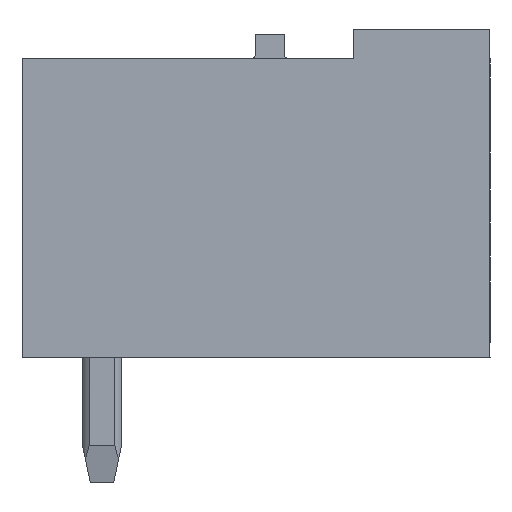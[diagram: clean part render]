
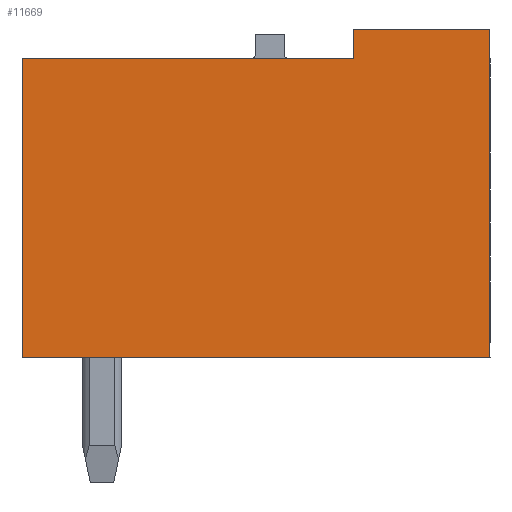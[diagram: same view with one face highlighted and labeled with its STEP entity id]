
A CAD part, left-side view. The second image highlights one B-rep face of the part: STEP entity #11669.
In plain terms, the highlighted planar face has unit normal (-1, 0, 0).
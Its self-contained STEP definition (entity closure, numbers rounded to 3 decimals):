
#11659=AXIS2_PLACEMENT_3D('Plane Axis2P3D',#11656,#11657,#11658) ;
#269=CARTESIAN_POINT('Vertex',(0.,3.5,11.63)) ;
#272=CARTESIAN_POINT('Line Origine',(0.,1.75,11.63)) ;
#276=CARTESIAN_POINT('Vertex',(0.,0.,11.63)) ;
#815=CARTESIAN_POINT('Vertex',(0.,12.,10.88)) ;
#818=CARTESIAN_POINT('Line Origine',(0.,7.75,10.88)) ;
#822=CARTESIAN_POINT('Vertex',(0.,3.5,10.88)) ;
#1287=CARTESIAN_POINT('Vertex',(0.,12.,3.2)) ;
#1290=CARTESIAN_POINT('Line Origine',(0.,12.,7.04)) ;
#1354=CARTESIAN_POINT('Vertex',(0.,0.,3.2)) ;
#1357=CARTESIAN_POINT('Line Origine',(0.,6.,3.2)) ;
#5774=CARTESIAN_POINT('Line Origine',(0.,0.,7.415)) ;
#10998=CARTESIAN_POINT('Line Origine',(0.,3.5,11.255)) ;
#11656=CARTESIAN_POINT('Axis2P3D Location',(0.,0.,0.)) ;
#273=DIRECTION('Vector Direction',(0.,-1.,0.)) ;
#819=DIRECTION('Vector Direction',(0.,1.,0.)) ;
#1291=DIRECTION('Vector Direction',(0.,0.,1.)) ;
#1358=DIRECTION('Vector Direction',(0.,1.,0.)) ;
#5775=DIRECTION('Vector Direction',(0.,0.,-1.)) ;
#10999=DIRECTION('Vector Direction',(0.,0.,1.)) ;
#11657=DIRECTION('Axis2P3D Direction',(-1.,0.,0.)) ;
#11658=DIRECTION('Axis2P3D XDirection',(0.,-1.,0.)) ;
#274=VECTOR('Line Direction',#273,1.) ;
#820=VECTOR('Line Direction',#819,1.) ;
#1292=VECTOR('Line Direction',#1291,1.) ;
#1359=VECTOR('Line Direction',#1358,1.) ;
#5776=VECTOR('Line Direction',#5775,1.) ;
#11000=VECTOR('Line Direction',#10999,1.) ;
#11662=ORIENTED_EDGE('',*,*,#5778,.T.) ;
#11663=ORIENTED_EDGE('',*,*,#278,.T.) ;
#11664=ORIENTED_EDGE('',*,*,#11002,.T.) ;
#11665=ORIENTED_EDGE('',*,*,#824,.T.) ;
#11666=ORIENTED_EDGE('',*,*,#1294,.T.) ;
#11667=ORIENTED_EDGE('',*,*,#1361,.T.) ;
#11669=ADVANCED_FACE('Housing',(#11668),#11660,.T.) ;
#278=EDGE_CURVE('',#277,#270,#275,.F.) ;
#824=EDGE_CURVE('',#823,#816,#821,.T.) ;
#1294=EDGE_CURVE('',#816,#1288,#1293,.F.) ;
#1361=EDGE_CURVE('',#1288,#1355,#1360,.F.) ;
#5778=EDGE_CURVE('',#1355,#277,#5777,.F.) ;
#11002=EDGE_CURVE('',#270,#823,#11001,.F.) ;
#11661=EDGE_LOOP('',(#11662,#11663,#11664,#11665,#11666,#11667)) ;
#11668=FACE_OUTER_BOUND('',#11661,.T.) ;
#275=LINE('Line',#272,#274) ;
#821=LINE('Line',#818,#820) ;
#1293=LINE('Line',#1290,#1292) ;
#1360=LINE('Line',#1357,#1359) ;
#5777=LINE('Line',#5774,#5776) ;
#11001=LINE('Line',#10998,#11000) ;
#11660=PLANE('',#11659) ;
#270=VERTEX_POINT('',#269) ;
#277=VERTEX_POINT('',#276) ;
#816=VERTEX_POINT('',#815) ;
#823=VERTEX_POINT('',#822) ;
#1288=VERTEX_POINT('',#1287) ;
#1355=VERTEX_POINT('',#1354) ;
